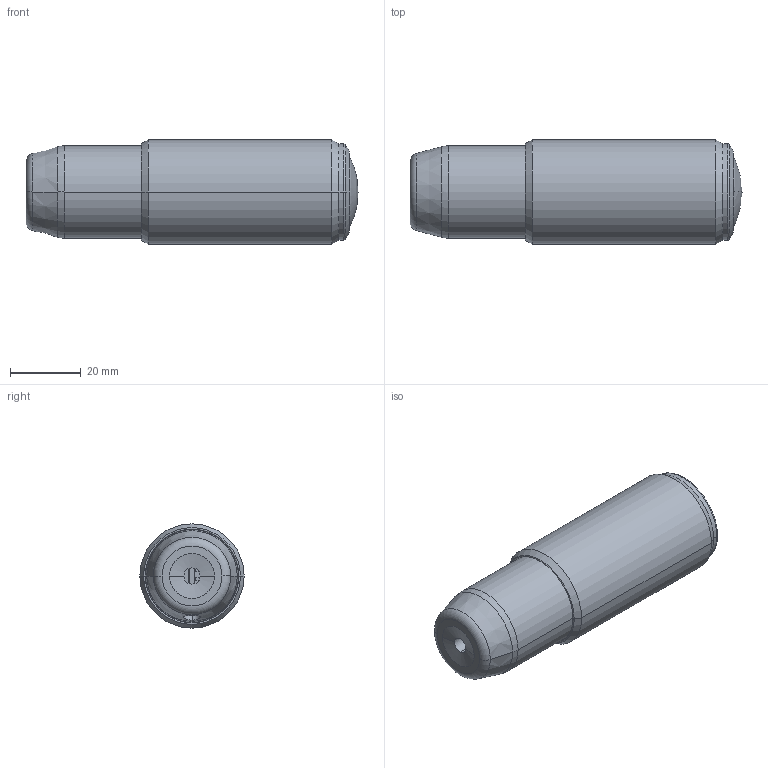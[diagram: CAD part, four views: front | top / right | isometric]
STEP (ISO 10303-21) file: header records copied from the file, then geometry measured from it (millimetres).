
FILE_DESCRIPTION((''),'2;1');
FILE_NAME('148995_SW','2009-09-21T',('banengservice'),('BANNER ENGINEERING'),'PRO/ENGINEER BY PARAMETRIC TECHNOLOGY CORPORATION, 2009141','PRO/ENGINEER BY PARAMETRIC TECHNOLOGY CORPORATION, 2009141','');
FILE_SCHEMA(('CONFIG_CONTROL_DESIGN'));
Length unit declared in the file: inch
Products named in the file (1): 148995_SW
Bounding box: 93.88 x 29.46 x 29.46 mm (x, y, z)
Volume: 32079 mm3; surface area: 26525 mm2
Topology: 1 solids, 1 shells, 1663 faces, 4498 edges, 2925 vertices
Faces by surface type: plane 1361, cylinder 244, torus 32, cone 22, bspline 2, sphere 2
Entity records: 52246 total; most frequent: CARTESIAN_POINT 9664, ORIENTED_EDGE 8992, DIRECTION 8378, EDGE_CURVE 4496, VECTOR 3888, LINE 3888, VERTEX_POINT 2925, AXIS2_PLACEMENT_3D 2245
